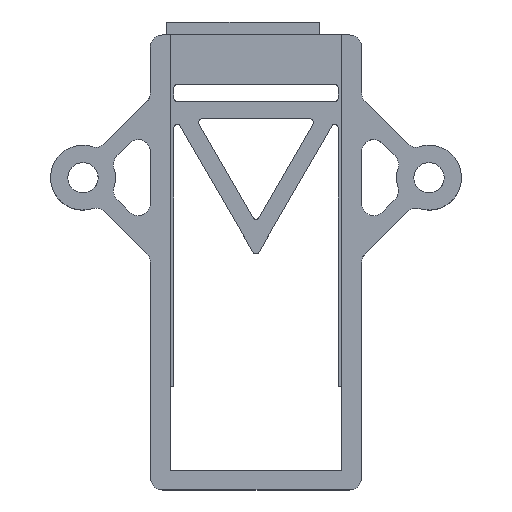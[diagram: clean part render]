
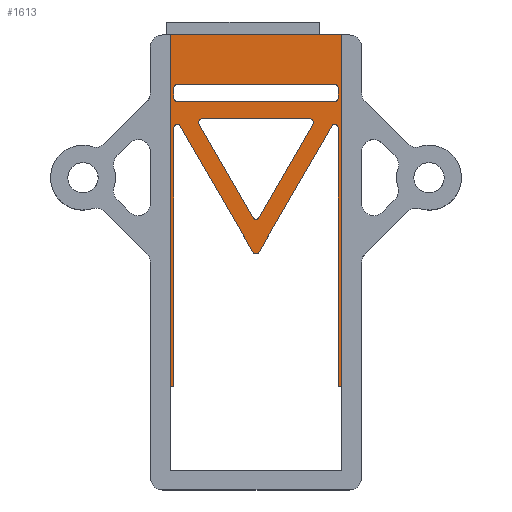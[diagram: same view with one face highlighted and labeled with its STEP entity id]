
A CAD part, top view. The second image highlights one B-rep face of the part: STEP entity #1613.
In plain terms, the highlighted planar face has unit normal (0, 0, 1).
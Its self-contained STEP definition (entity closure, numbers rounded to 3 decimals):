
#26=FACE_BOUND('',#269,.T.);
#27=FACE_BOUND('',#270,.T.);
#97=PLANE('',#1772);
#176=FACE_OUTER_BOUND('',#268,.T.);
#268=EDGE_LOOP('',(#1435,#1436,#1437,#1438,#1439,#1440,#1441,#1442,#1443,
#1444,#1445,#1446));
#269=EDGE_LOOP('',(#1447,#1448,#1449,#1450,#1451,#1452));
#270=EDGE_LOOP('',(#1453,#1454,#1455,#1456,#1457,#1458,#1459,#1460));
#294=LINE('',#2296,#454);
#298=LINE('',#2309,#458);
#302=LINE('',#2321,#462);
#307=LINE('',#2336,#467);
#312=LINE('',#2351,#472);
#316=LINE('',#2363,#476);
#320=LINE('',#2375,#480);
#325=LINE('',#2390,#485);
#351=LINE('',#2498,#511);
#354=LINE('',#2504,#514);
#357=LINE('',#2511,#517);
#359=LINE('',#2517,#519);
#373=LINE('',#2559,#533);
#429=LINE('',#2699,#589);
#436=LINE('',#2716,#596);
#437=LINE('',#2718,#597);
#454=VECTOR('',#1814,10.);
#458=VECTOR('',#1826,10.);
#462=VECTOR('',#1838,10.);
#467=VECTOR('',#1851,10.);
#472=VECTOR('',#1864,10.);
#476=VECTOR('',#1876,10.);
#480=VECTOR('',#1888,10.);
#485=VECTOR('',#1901,10.);
#511=VECTOR('',#1991,10.);
#514=VECTOR('',#1994,10.);
#517=VECTOR('',#2003,10.);
#519=VECTOR('',#2011,10.);
#533=VECTOR('',#2057,10.);
#589=VECTOR('',#2207,10.);
#596=VECTOR('',#2230,10.);
#597=VECTOR('',#2233,10.);
#606=CIRCLE('',#1636,0.4);
#607=CIRCLE('',#1640,0.4);
#608=CIRCLE('',#1644,0.4);
#609=CIRCLE('',#1648,0.4);
#610=CIRCLE('',#1652,0.4);
#611=CIRCLE('',#1656,0.4);
#612=CIRCLE('',#1660,0.4);
#613=CIRCLE('',#1665,0.4);
#614=CIRCLE('',#1696,0.4);
#615=CIRCLE('',#1699,0.4);
#655=VERTEX_POINT('',#2293);
#656=VERTEX_POINT('',#2295);
#657=VERTEX_POINT('',#2299);
#658=VERTEX_POINT('',#2300);
#661=VERTEX_POINT('',#2308);
#663=VERTEX_POINT('',#2314);
#665=VERTEX_POINT('',#2320);
#667=VERTEX_POINT('',#2326);
#668=VERTEX_POINT('',#2327);
#671=VERTEX_POINT('',#2335);
#673=VERTEX_POINT('',#2341);
#674=VERTEX_POINT('',#2342);
#677=VERTEX_POINT('',#2350);
#679=VERTEX_POINT('',#2356);
#681=VERTEX_POINT('',#2362);
#683=VERTEX_POINT('',#2368);
#685=VERTEX_POINT('',#2374);
#687=VERTEX_POINT('',#2380);
#688=VERTEX_POINT('',#2381);
#691=VERTEX_POINT('',#2389);
#693=VERTEX_POINT('',#2395);
#743=VERTEX_POINT('',#2501);
#744=VERTEX_POINT('',#2503);
#745=VERTEX_POINT('',#2507);
#746=VERTEX_POINT('',#2513);
#758=VERTEX_POINT('',#2558);
#814=EDGE_CURVE('',#656,#655,#294,.T.);
#816=EDGE_CURVE('',#657,#658,#606,.T.);
#820=EDGE_CURVE('',#661,#658,#298,.T.);
#823=EDGE_CURVE('',#661,#663,#607,.T.);
#826=EDGE_CURVE('',#665,#663,#302,.T.);
#829=EDGE_CURVE('',#667,#668,#608,.T.);
#833=EDGE_CURVE('',#671,#668,#307,.T.);
#836=EDGE_CURVE('',#673,#674,#609,.T.);
#840=EDGE_CURVE('',#677,#674,#312,.T.);
#843=EDGE_CURVE('',#671,#679,#610,.T.);
#846=EDGE_CURVE('',#681,#679,#316,.T.);
#849=EDGE_CURVE('',#665,#683,#611,.T.);
#852=EDGE_CURVE('',#685,#683,#320,.T.);
#855=EDGE_CURVE('',#687,#688,#612,.T.);
#859=EDGE_CURVE('',#691,#688,#325,.T.);
#862=EDGE_CURVE('',#677,#693,#613,.T.);
#915=EDGE_CURVE('',#655,#691,#351,.T.);
#918=EDGE_CURVE('',#744,#743,#354,.T.);
#920=EDGE_CURVE('',#681,#745,#614,.T.);
#922=EDGE_CURVE('',#667,#745,#357,.T.);
#923=EDGE_CURVE('',#685,#746,#615,.T.);
#925=EDGE_CURVE('',#657,#746,#359,.T.);
#946=EDGE_CURVE('',#656,#758,#373,.T.);
#1021=EDGE_CURVE('',#673,#744,#429,.T.);
#1028=EDGE_CURVE('',#687,#693,#436,.T.);
#1029=EDGE_CURVE('',#743,#758,#437,.T.);
#1435=ORIENTED_EDGE('',*,*,#862,.F.);
#1436=ORIENTED_EDGE('',*,*,#840,.T.);
#1437=ORIENTED_EDGE('',*,*,#836,.F.);
#1438=ORIENTED_EDGE('',*,*,#1021,.T.);
#1439=ORIENTED_EDGE('',*,*,#918,.T.);
#1440=ORIENTED_EDGE('',*,*,#1029,.T.);
#1441=ORIENTED_EDGE('',*,*,#946,.F.);
#1442=ORIENTED_EDGE('',*,*,#814,.T.);
#1443=ORIENTED_EDGE('',*,*,#915,.T.);
#1444=ORIENTED_EDGE('',*,*,#859,.T.);
#1445=ORIENTED_EDGE('',*,*,#855,.F.);
#1446=ORIENTED_EDGE('',*,*,#1028,.T.);
#1447=ORIENTED_EDGE('',*,*,#846,.T.);
#1448=ORIENTED_EDGE('',*,*,#843,.F.);
#1449=ORIENTED_EDGE('',*,*,#833,.T.);
#1450=ORIENTED_EDGE('',*,*,#829,.F.);
#1451=ORIENTED_EDGE('',*,*,#922,.T.);
#1452=ORIENTED_EDGE('',*,*,#920,.F.);
#1453=ORIENTED_EDGE('',*,*,#852,.T.);
#1454=ORIENTED_EDGE('',*,*,#849,.F.);
#1455=ORIENTED_EDGE('',*,*,#826,.T.);
#1456=ORIENTED_EDGE('',*,*,#823,.F.);
#1457=ORIENTED_EDGE('',*,*,#820,.T.);
#1458=ORIENTED_EDGE('',*,*,#816,.F.);
#1459=ORIENTED_EDGE('',*,*,#925,.T.);
#1460=ORIENTED_EDGE('',*,*,#923,.F.);
#1613=ADVANCED_FACE('',(#176,#26,#27),#97,.F.);
#1636=AXIS2_PLACEMENT_3D('',#2301,#1818,#1819);
#1640=AXIS2_PLACEMENT_3D('',#2315,#1831,#1832);
#1644=AXIS2_PLACEMENT_3D('',#2328,#1843,#1844);
#1648=AXIS2_PLACEMENT_3D('',#2343,#1856,#1857);
#1652=AXIS2_PLACEMENT_3D('',#2357,#1869,#1870);
#1656=AXIS2_PLACEMENT_3D('',#2369,#1881,#1882);
#1660=AXIS2_PLACEMENT_3D('',#2382,#1893,#1894);
#1665=AXIS2_PLACEMENT_3D('',#2396,#1907,#1908);
#1696=AXIS2_PLACEMENT_3D('',#2508,#1998,#1999);
#1699=AXIS2_PLACEMENT_3D('',#2514,#2006,#2007);
#1772=AXIS2_PLACEMENT_3D('',#2717,#2231,#2232);
#1814=DIRECTION('',(0.,-1.,0.));
#1818=DIRECTION('center_axis',(0.,0.,1.));
#1819=DIRECTION('ref_axis',(-0.707,-0.707,0.));
#1826=DIRECTION('',(-1.,0.,0.));
#1831=DIRECTION('center_axis',(0.,0.,1.));
#1832=DIRECTION('ref_axis',(0.707,-0.707,0.));
#1838=DIRECTION('',(0.,-1.,0.));
#1843=DIRECTION('center_axis',(0.,0.,1.));
#1844=DIRECTION('ref_axis',(0.,-1.,0.));
#1851=DIRECTION('',(-0.5,-0.866,0.));
#1856=DIRECTION('center_axis',(0.,0.,1.));
#1857=DIRECTION('ref_axis',(0.259,0.966,0.));
#1864=DIRECTION('',(0.5,0.866,0.));
#1869=DIRECTION('center_axis',(0.,0.,1.));
#1870=DIRECTION('ref_axis',(0.866,0.5,0.));
#1876=DIRECTION('',(1.,0.,0.));
#1881=DIRECTION('center_axis',(0.,0.,1.));
#1882=DIRECTION('ref_axis',(0.707,0.707,0.));
#1888=DIRECTION('',(1.,0.,0.));
#1893=DIRECTION('center_axis',(0.,0.,1.));
#1894=DIRECTION('ref_axis',(-0.259,0.966,0.));
#1901=DIRECTION('',(0.,1.,0.));
#1907=DIRECTION('center_axis',(0.,0.,-1.));
#1908=DIRECTION('ref_axis',(0.,-1.,0.));
#1991=DIRECTION('',(1.,0.,0.));
#1994=DIRECTION('',(1.,0.,0.));
#1998=DIRECTION('center_axis',(0.,0.,1.));
#1999=DIRECTION('ref_axis',(-0.866,0.5,0.));
#2003=DIRECTION('',(-0.5,0.866,0.));
#2006=DIRECTION('center_axis',(0.,0.,1.));
#2007=DIRECTION('ref_axis',(-0.707,0.707,0.));
#2011=DIRECTION('',(0.,1.,0.));
#2057=DIRECTION('',(1.,0.,0.));
#2207=DIRECTION('',(0.,-1.,0.));
#2230=DIRECTION('',(0.5,-0.866,0.));
#2231=DIRECTION('center_axis',(0.,0.,-1.));
#2232=DIRECTION('ref_axis',(-1.,0.,0.));
#2233=DIRECTION('',(0.,1.,0.));
#2293=CARTESIAN_POINT('',(-0.3,-38.92,-0.3));
#2295=CARTESIAN_POINT('',(-0.3,1.7,-0.3));
#2296=CARTESIAN_POINT('',(-0.3,0.,-0.3));
#2299=CARTESIAN_POINT('',(1.,-5.6,-0.3));
#2300=CARTESIAN_POINT('',(1.4,-6.,-0.3));
#2301=CARTESIAN_POINT('Origin',(1.4,-5.6,-0.3));
#2308=CARTESIAN_POINT('',(19.6,-6.,-0.3));
#2309=CARTESIAN_POINT('',(20.65,-6.,-0.3));
#2314=CARTESIAN_POINT('',(20.,-5.6,-0.3));
#2315=CARTESIAN_POINT('Origin',(19.6,-5.6,-0.3));
#2320=CARTESIAN_POINT('',(20.,-4.4,-0.3));
#2321=CARTESIAN_POINT('',(20.,-2.,-0.3));
#2326=CARTESIAN_POINT('',(10.154,-19.4,-0.3));
#2327=CARTESIAN_POINT('',(10.846,-19.4,-0.3));
#2328=CARTESIAN_POINT('Origin',(10.5,-19.2,-0.3));
#2335=CARTESIAN_POINT('',(17.082,-8.6,-0.3));
#2336=CARTESIAN_POINT('',(19.644,-4.162,-0.3));
#2341=CARTESIAN_POINT('',(20.,-9.038,-0.3));
#2342=CARTESIAN_POINT('',(19.254,-8.838,-0.3));
#2343=CARTESIAN_POINT('Origin',(19.6,-9.038,-0.3));
#2350=CARTESIAN_POINT('',(10.846,-23.4,-0.3));
#2351=CARTESIAN_POINT('',(17.046,-12.662,-0.3));
#2356=CARTESIAN_POINT('',(16.735,-8.,-0.3));
#2357=CARTESIAN_POINT('Origin',(16.735,-8.4,-0.3));
#2362=CARTESIAN_POINT('',(4.265,-8.,-0.3));
#2363=CARTESIAN_POINT('',(12.436,-8.,-0.3));
#2368=CARTESIAN_POINT('',(19.6,-4.,-0.3));
#2369=CARTESIAN_POINT('Origin',(19.6,-4.4,-0.3));
#2374=CARTESIAN_POINT('',(1.4,-4.,-0.3));
#2375=CARTESIAN_POINT('',(11.15,-4.,-0.3));
#2380=CARTESIAN_POINT('',(1.746,-8.838,-0.3));
#2381=CARTESIAN_POINT('',(1.,-9.038,-0.3));
#2382=CARTESIAN_POINT('Origin',(1.4,-9.038,-0.3));
#2389=CARTESIAN_POINT('',(1.,-38.92,-0.3));
#2390=CARTESIAN_POINT('',(1.,-24.1,-0.3));
#2395=CARTESIAN_POINT('',(10.154,-23.4,-0.3));
#2396=CARTESIAN_POINT('Origin',(10.5,-23.2,-0.3));
#2498=CARTESIAN_POINT('',(10.65,-38.92,-0.3));
#2501=CARTESIAN_POINT('',(21.3,-38.92,-0.3));
#2503=CARTESIAN_POINT('',(20.,-38.92,-0.3));
#2504=CARTESIAN_POINT('',(10.65,-38.92,-0.3));
#2507=CARTESIAN_POINT('',(3.918,-8.6,-0.3));
#2508=CARTESIAN_POINT('Origin',(4.265,-8.4,-0.3));
#2511=CARTESIAN_POINT('',(7.52,-14.838,-0.3));
#2513=CARTESIAN_POINT('',(1.,-4.4,-0.3));
#2514=CARTESIAN_POINT('Origin',(1.4,-4.4,-0.3));
#2517=CARTESIAN_POINT('',(1.,-3.,-0.3));
#2558=CARTESIAN_POINT('',(21.3,1.7,-0.3));
#2559=CARTESIAN_POINT('',(9.8,1.7,-0.3));
#2699=CARTESIAN_POINT('',(20.,-3.773,-0.3));
#2716=CARTESIAN_POINT('',(1.904,-9.111,-0.3));
#2717=CARTESIAN_POINT('Origin',(21.3,0.,-0.3));
#2718=CARTESIAN_POINT('',(21.3,0.,-0.3));
